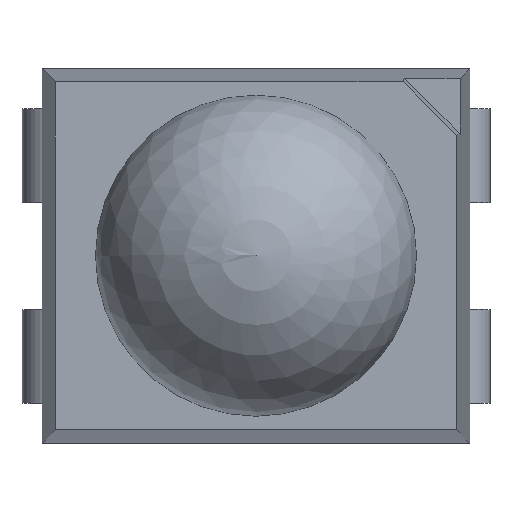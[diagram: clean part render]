
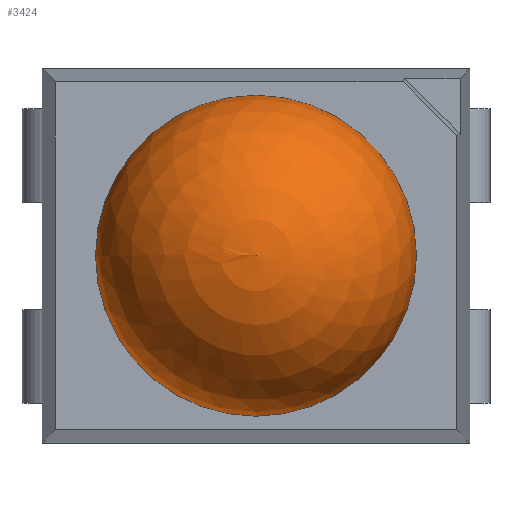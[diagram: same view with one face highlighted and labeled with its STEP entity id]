
A CAD part, top view. The second image highlights one B-rep face of the part: STEP entity #3424.
In plain terms, the highlighted spherical face has radius 1.2 mm.
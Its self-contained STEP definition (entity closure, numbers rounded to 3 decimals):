
#18=SPHERICAL_SURFACE('',#3651,1.2);
#139=CIRCLE('',#3650,1.2);
#883=ORIENTED_EDGE('',*,*,#1254,.T.);
#1254=EDGE_CURVE('',#1505,#1505,#139,.T.);
#1505=VERTEX_POINT('',#5339);
#2285=EDGE_LOOP('',(#883));
#2457=FACE_BOUND('',#2285,.T.);
#3424=ADVANCED_FACE('',(#2457),#18,.T.);
#3650=AXIS2_PLACEMENT_3D('',#5338,#4375,#4376);
#3651=AXIS2_PLACEMENT_3D('',#5340,#4377,#4378);
#4375=DIRECTION('',(0.,0.,1.));
#4376=DIRECTION('',(1.,0.,0.));
#4377=DIRECTION('',(0.,0.,1.));
#4378=DIRECTION('',(-1.,0.,0.));
#5338=CARTESIAN_POINT('',(0.,0.,2.3));
#5339=CARTESIAN_POINT('',(1.2,0.,2.3));
#5340=CARTESIAN_POINT('',(0.,0.,2.3));
